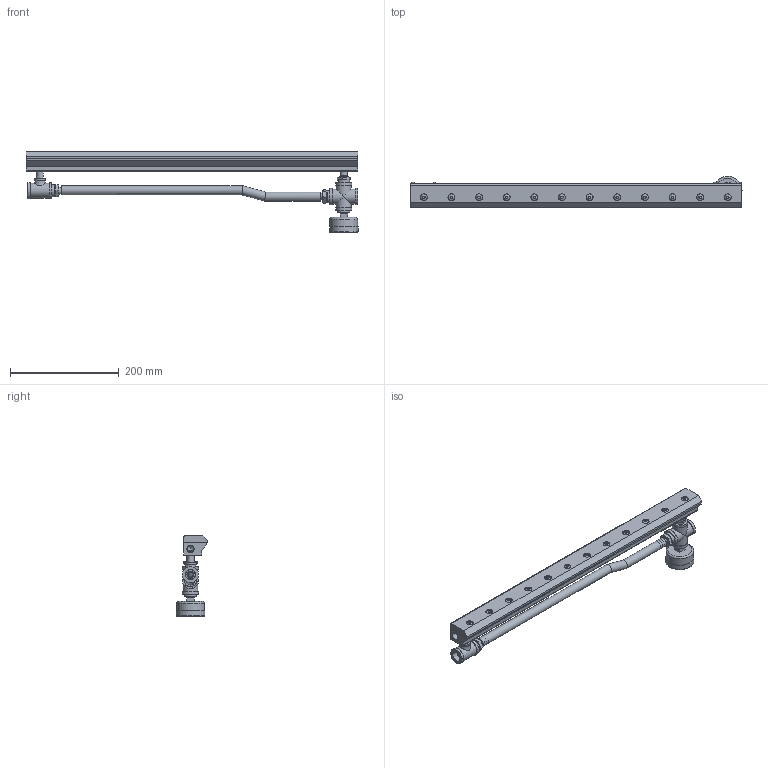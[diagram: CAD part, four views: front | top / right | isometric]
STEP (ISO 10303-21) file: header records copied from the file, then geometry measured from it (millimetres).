
FILE_DESCRIPTION(/* description */ (''),/* implementation_level */ '2;1');
FILE_NAME(/* name */ '110024PKI-DIM.stp',/* time_stamp */ '2017-08-23T08:48:11-04:00',/* author */ ('Trey Green'),/* organization */ (''),/* preprocessor_version */ 'ST-DEVELOPER v16.13',/* originating_system */ 'Autodesk Inventor 2018',/* authorisation */ '');
FILE_SCHEMA (('AUTOMOTIVE_DESIGN { 1 0 10303 214 3 1 1 }'));
Length unit declared in the file: inch
Products named in the file (23): 110024PKI; 1100241; 1100242; 1100243; 1100244; 1100245; 1100246; 1100247; 1100248; 1100249; 11002410; 11002411; 11002412; 11002413; 11002414; ANSI/ASME B16.15 Cross - Class 125 1/2; ANSI/ASME B16.15 Face Bushing - Class 250 1/2 x 1/4; ISO 49 Reducing Hexagon Nipple N8 1/2 x 1/4; 9011; ANSI/ASME B16.15 Tee Reducing - Class 125 1/2 x 1/2 x 1/4; Parker Hose Barb to Male Pipe 125HBL 125HBL-8-8; 9551; 110024PKI Hose
Assembly tree (23 placements, depth 2):
  110024PKI
    1100241
    1100242
    1100243
    1100244
    1100245
    1100246
    1100247
    1100248
    1100249
    11002410
    11002411
    11002412
    11002413
    11002414
    ANSI/ASME B16.15 Cross - Class 125 1/2
    ANSI/ASME B16.15 Face Bushing - Class 250 1/2 x 1/4
    ISO 49 Reducing Hexagon Nipple N8 1/2 x 1/4
    Parker Hose Barb to Male Pipe 125HBL 125HBL-8-8  x2
    9011
    ANSI/ASME B16.15 Tee Reducing - Class 125 1/2 x 1/2 x 1/4
    9551
    110024PKI Hose
Bounding box: 610.36 x 57.9 x 147.88 mm (x, y, z)
Volume: 998448.9 mm3; surface area: 258056.8 mm2
Topology: 23 solids, 23 shells, 433 faces, 920 edges, 604 vertices
Faces by surface type: plane 231, cylinder 109, cone 77, bspline 13, torus 3
Full cylindrical faces by diameter (mm): 5.105 x12, 6.35 x12, 7.163 x12, 8.9 x1, 9.525 x2, 9.652 x1, 10.999 x4, 11.1 x12, 11.43 x2, 12.192 x1, 12.7 x15, 13.388 x1, 16.1 x1, 16.482 x1, 16.51 x3, 20.574 x1, 21.267 x1, 22.225 x4, 22.86 x5, 27.432 x5, 29.718 x6, 45.212 x1, 50.8 x1, 52.324 x1
Entity records: 11148 total; most frequent: CARTESIAN_POINT 2206, DIRECTION 1794, ORIENTED_EDGE 1314, AXIS2_PLACEMENT_3D 750, EDGE_LOOP 679, EDGE_CURVE 657, VERTEX_POINT 522, FACE_OUTER_BOUND 395
